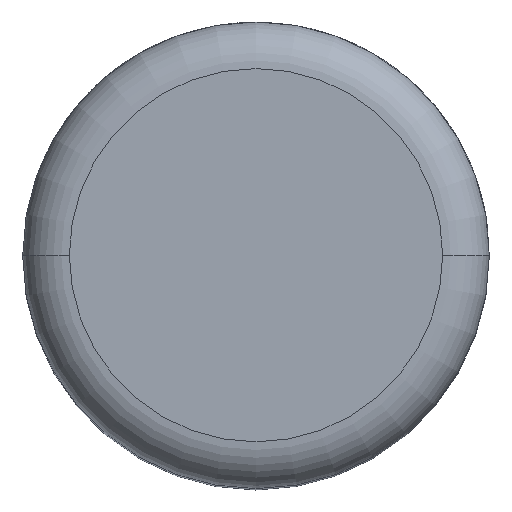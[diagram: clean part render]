
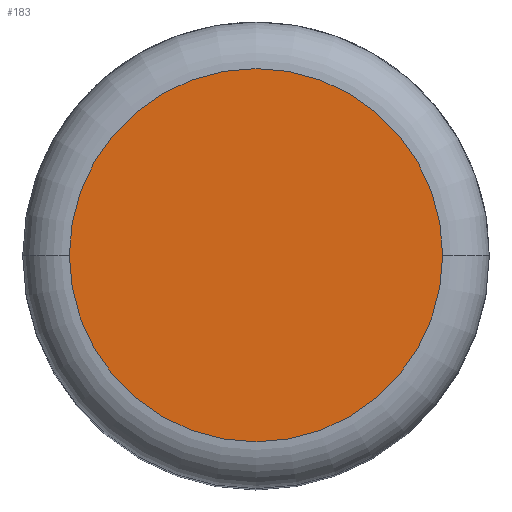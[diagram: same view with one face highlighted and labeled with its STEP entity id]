
A CAD part, top view. The second image highlights one B-rep face of the part: STEP entity #183.
In plain terms, the highlighted planar face has unit normal (0, 0, 1).
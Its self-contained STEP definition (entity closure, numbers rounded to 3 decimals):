
#183 = ADVANCED_FACE ( 'NONE', ( #5221 ), #4826, .T. ) ;
#398 = VERTEX_POINT ( 'NONE', #6145 ) ;
#853 = VERTEX_POINT ( 'NONE', #6600 ) ;
#1450 = EDGE_LOOP ( 'NONE', ( #3097, #3098 ) ) ;
#2266 = EDGE_CURVE ( 'NONE', #398, #853, #5979, .T. ) ;
#2305 = EDGE_CURVE ( 'NONE', #853, #398, #12837, .T. ) ;
#3097 = ORIENTED_EDGE ( 'NONE', *, *, #2305, .T. ) ;
#3098 = ORIENTED_EDGE ( 'NONE', *, *, #2266, .T. ) ;
#4826 = PLANE ( 'NONE',  #4996 ) ;
#4834 = CARTESIAN_POINT ( 'NONE',  ( 0., 0., 42.248 ) ) ;
#4835 = DIRECTION ( 'NONE',  ( 0., 0., 1. ) ) ;
#4836 = DIRECTION ( 'NONE',  ( 1., 0., 0. ) ) ;
#4996 = AXIS2_PLACEMENT_3D ( 'NONE', #4834, #4835, #4836 ) ;
#5221 = FACE_OUTER_BOUND ( 'NONE', #1450, .T. ) ;
#5979 = CIRCLE ( 'NONE', #9241, 8. ) ;
#6145 = CARTESIAN_POINT ( 'NONE',  ( -8., 0., 42.248 ) ) ;
#6600 = CARTESIAN_POINT ( 'NONE',  ( 8., 0., 42.248 ) ) ;
#9241 = AXIS2_PLACEMENT_3D ( 'NONE', #11808, #11809, #11810 ) ;
#9251 = AXIS2_PLACEMENT_3D ( 'NONE', #12091, #12092, #12093 ) ;
#11808 = CARTESIAN_POINT ( 'NONE',  ( 0., 0., 42.248 ) ) ;
#11809 = DIRECTION ( 'NONE',  ( 0., 0., 1. ) ) ;
#11810 = DIRECTION ( 'NONE',  ( 1., 0., 0. ) ) ;
#12091 = CARTESIAN_POINT ( 'NONE',  ( 0., 0., 42.248 ) ) ;
#12092 = DIRECTION ( 'NONE',  ( 0., 0., 1. ) ) ;
#12093 = DIRECTION ( 'NONE',  ( 1., 0., 0. ) ) ;
#12837 = CIRCLE ( 'NONE', #9251, 8. ) ;
